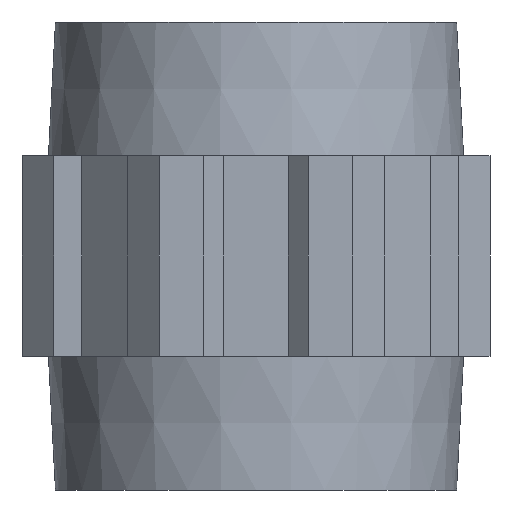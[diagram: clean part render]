
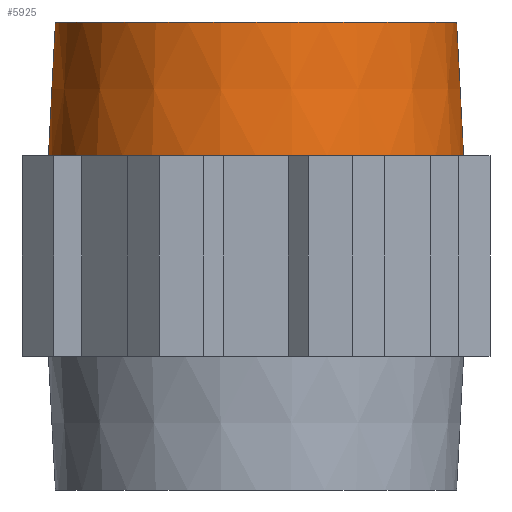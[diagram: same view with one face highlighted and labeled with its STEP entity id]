
A CAD part, front view. The second image highlights one B-rep face of the part: STEP entity #5925.
In plain terms, the highlighted conical face has half-angle 3 degrees and reference radius 15 mm.
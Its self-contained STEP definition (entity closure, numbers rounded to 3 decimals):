
#780=FACE_OUTER_BOUND('',#1118,.T.);
#1118=EDGE_LOOP('',(#5327,#5328,#5329,#5330));
#1711=LINE('',#11101,#2369);
#2369=VECTOR('',#7259,15.);
#2509=CIRCLE('',#6205,15.);
#2510=CIRCLE('',#6210,15.524);
#2994=VERTEX_POINT('',#11093);
#2995=VERTEX_POINT('',#11099);
#3797=EDGE_CURVE('',#2994,#2994,#2509,.T.);
#3798=EDGE_CURVE('',#2995,#2995,#2510,.T.);
#3799=EDGE_CURVE('',#2995,#2994,#1711,.T.);
#5327=ORIENTED_EDGE('',*,*,#3798,.F.);
#5328=ORIENTED_EDGE('',*,*,#3799,.T.);
#5329=ORIENTED_EDGE('',*,*,#3797,.F.);
#5330=ORIENTED_EDGE('',*,*,#3799,.F.);
#5660=CONICAL_SURFACE('',#6209,15.,0.052);
#5925=ADVANCED_FACE('',(#780),#5660,.T.);
#6205=AXIS2_PLACEMENT_3D('',#11094,#7247,#7248);
#6209=AXIS2_PLACEMENT_3D('',#11098,#7255,#7256);
#6210=AXIS2_PLACEMENT_3D('',#11100,#7257,#7258);
#7247=DIRECTION('center_axis',(0.,0.,1.));
#7248=DIRECTION('ref_axis',(1.,0.,0.));
#7255=DIRECTION('center_axis',(0.,0.,-1.));
#7256=DIRECTION('ref_axis',(1.,0.,0.));
#7257=DIRECTION('center_axis',(0.,0.,-1.));
#7258=DIRECTION('ref_axis',(1.,0.,0.));
#7259=DIRECTION('',(0.052,0.,0.999));
#11093=CARTESIAN_POINT('',(-15.,0.,35.));
#11094=CARTESIAN_POINT('Origin',(0.,0.,35.));
#11098=CARTESIAN_POINT('Origin',(0.,0.,35.));
#11099=CARTESIAN_POINT('',(-15.524,0.,25.));
#11100=CARTESIAN_POINT('Origin',(0.,0.,25.));
#11101=CARTESIAN_POINT('',(-15.,0.,35.));
